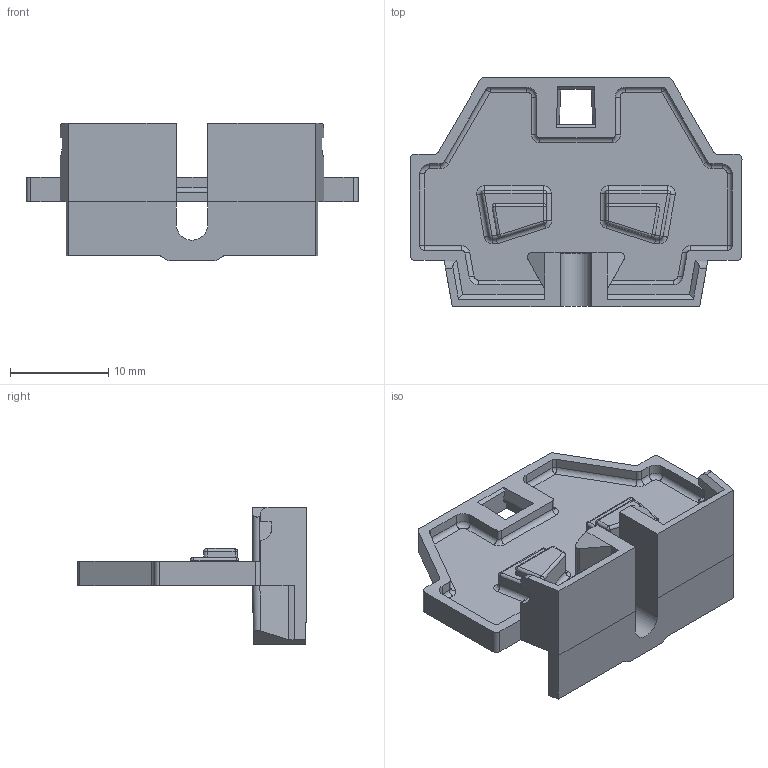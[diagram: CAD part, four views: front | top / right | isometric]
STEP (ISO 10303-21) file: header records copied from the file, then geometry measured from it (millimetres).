
FILE_DESCRIPTION( ( 'STEP AP214' ), '1' );
FILE_NAME( 'SDUS4-C-20181116.stp', '2022-12-15T03:12:51', ( ' ' ), ( ' ' ), 'XStep 1.0', ' ', ' ' );
FILE_SCHEMA( ( 'CONFIG_CONTROL_DESIGN) ( )' ) );
Length unit declared in the file: metre
Products named in the file (1): SDUS4-C
Bounding box: 33.75 x 23.31 x 14 mm (x, y, z)
Volume: 1651.1 mm3; surface area: 2691 mm2
Topology: 1 solids, 1 shells, 235 faces, 609 edges, 362 vertices
Faces by surface type: plane 107, cylinder 90, torus 20, sphere 18
Entity records: 8831 total; most frequent: DIRECTION 1249, CARTESIAN_POINT 1207, ORIENTED_EDGE 1178, EDGE_CURVE 589, AXIS2_PLACEMENT_3D 430, LINE 389, VECTOR 389, VERTEX_POINT 356
